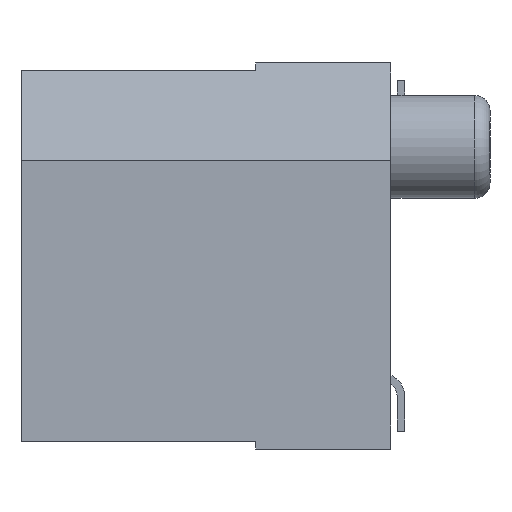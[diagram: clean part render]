
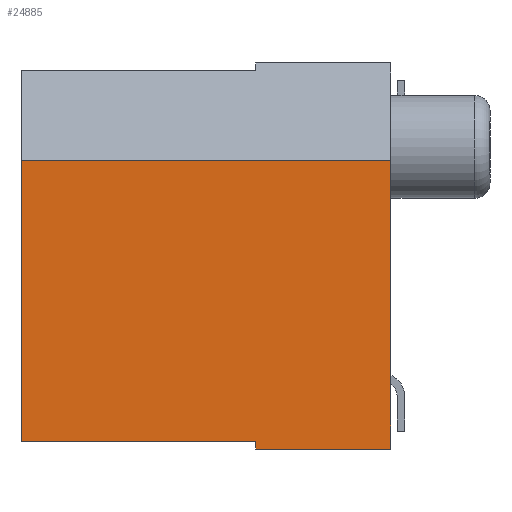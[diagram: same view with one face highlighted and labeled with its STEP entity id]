
A CAD part, left-side view. The second image highlights one B-rep face of the part: STEP entity #24885.
In plain terms, the highlighted planar face has unit normal (-1, 0, 0).
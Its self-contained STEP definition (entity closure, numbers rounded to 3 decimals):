
#20830 = VERTEX_POINT('',#20831);
#20831 = CARTESIAN_POINT('',(-8.4,0.,1.225));
#20837 = EDGE_CURVE('',#20838,#20830,#20840,.T.);
#20838 = VERTEX_POINT('',#20839);
#20839 = CARTESIAN_POINT('',(-8.4,0.,-2.475));
#20840 = LINE('',#20841,#20842);
#20841 = CARTESIAN_POINT('',(-8.4,0.,-2.475));
#20842 = VECTOR('',#20843,1.);
#20843 = DIRECTION('',(0.,0.,1.));
#24859 = EDGE_CURVE('',#24860,#20838,#24862,.T.);
#24860 = VERTEX_POINT('',#24861);
#24861 = CARTESIAN_POINT('',(-8.4,1.73,-2.475));
#24862 = LINE('',#24863,#24864);
#24863 = CARTESIAN_POINT('',(-8.4,4.73,-2.475));
#24864 = VECTOR('',#24865,1.);
#24865 = DIRECTION('',(0.,-1.,0.));
#24885 = ADVANCED_FACE('',(#24886),#24920,.F.);
#24886 = FACE_BOUND('',#24887,.T.);
#24887 = EDGE_LOOP('',(#24888,#24898,#24904,#24905,#24906,#24914));
#24888 = ORIENTED_EDGE('',*,*,#24889,.T.);
#24889 = EDGE_CURVE('',#24890,#24892,#24894,.T.);
#24890 = VERTEX_POINT('',#24891);
#24891 = CARTESIAN_POINT('',(-8.4,4.73,-2.375));
#24892 = VERTEX_POINT('',#24893);
#24893 = CARTESIAN_POINT('',(-8.4,1.73,-2.375));
#24894 = LINE('',#24895,#24896);
#24895 = CARTESIAN_POINT('',(-8.4,6.46,-2.375));
#24896 = VECTOR('',#24897,1.);
#24897 = DIRECTION('',(0.,-1.,0.));
#24898 = ORIENTED_EDGE('',*,*,#24899,.T.);
#24899 = EDGE_CURVE('',#24892,#24860,#24900,.T.);
#24900 = LINE('',#24901,#24902);
#24901 = CARTESIAN_POINT('',(-8.4,1.73,-2.375));
#24902 = VECTOR('',#24903,1.);
#24903 = DIRECTION('',(0.,0.,-1.));
#24904 = ORIENTED_EDGE('',*,*,#24859,.T.);
#24905 = ORIENTED_EDGE('',*,*,#20837,.T.);
#24906 = ORIENTED_EDGE('',*,*,#24907,.F.);
#24907 = EDGE_CURVE('',#24908,#20830,#24910,.T.);
#24908 = VERTEX_POINT('',#24909);
#24909 = CARTESIAN_POINT('',(-8.4,4.73,1.225));
#24910 = LINE('',#24911,#24912);
#24911 = CARTESIAN_POINT('',(-8.4,4.73,1.225));
#24912 = VECTOR('',#24913,1.);
#24913 = DIRECTION('',(0.,-1.,0.));
#24914 = ORIENTED_EDGE('',*,*,#24915,.F.);
#24915 = EDGE_CURVE('',#24890,#24908,#24916,.T.);
#24916 = LINE('',#24917,#24918);
#24917 = CARTESIAN_POINT('',(-8.4,4.73,-2.475));
#24918 = VECTOR('',#24919,1.);
#24919 = DIRECTION('',(0.,0.,1.));
#24920 = PLANE('',#24921);
#24921 = AXIS2_PLACEMENT_3D('',#24922,#24923,#24924);
#24922 = CARTESIAN_POINT('',(-8.4,4.73,-2.475));
#24923 = DIRECTION('',(1.,0.,0.));
#24924 = DIRECTION('',(0.,0.,-1.));
